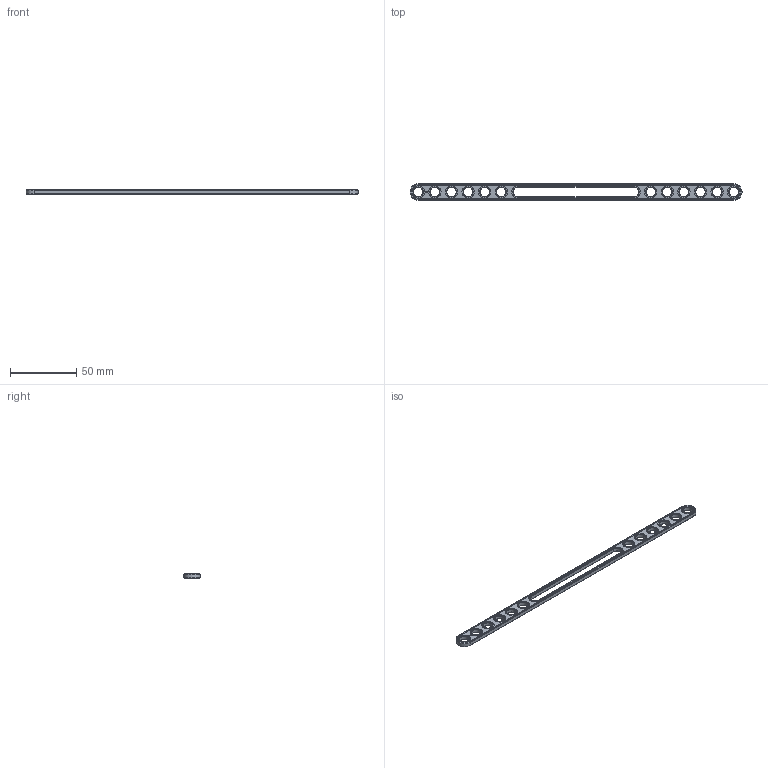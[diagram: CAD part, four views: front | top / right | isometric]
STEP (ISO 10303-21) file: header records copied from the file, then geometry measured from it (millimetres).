
FILE_DESCRIPTION(('FreeCAD Model'),'2;1');
FILE_NAME('Open CASCADE Shape Model','2021-03-09T00:05:08',( 'Paulo Kiefe'),('STEMFIE.org'),'Open CASCADE STEP processor 7.4', 'FreeCAD','Unknown');
FILE_SCHEMA(('AUTOMOTIVE_DESIGN { 1 0 10303 214 1 1 1 1 }'));
Length unit declared in the file: millimetre
Products named in the file (1): Brace_STR_SLT_CNT_ERR__BU20x01x00.25x08_-_SPN-BRC-0413_(stemfie.org)
Bounding box: 250 x 12.5 x 3.12 mm (x, y, z)
Volume: 5922.8 mm3; surface area: 6877.4 mm2
Topology: 1 solids, 1 shells, 600 faces, 1630 edges, 1079 vertices
Faces by surface type: plane 358, extrusion 178, cone 32, cylinder 32
Full cylindrical faces by diameter (mm): 7 x12, 9.2 x12
Entity records: 41383 total; most frequent: CARTESIAN_POINT 9950, DIRECTION 5115, VECTOR 3982, LINE 3804, ORIENTED_EDGE 3260, PCURVE 3260, DEFINITIONAL_REPRESENTATION 3260, EDGE_CURVE 1630
